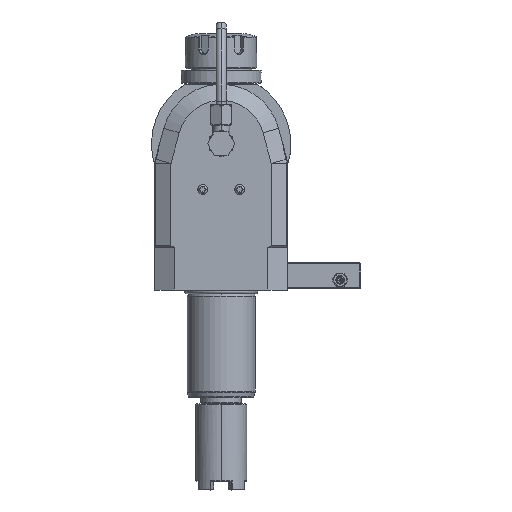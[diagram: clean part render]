
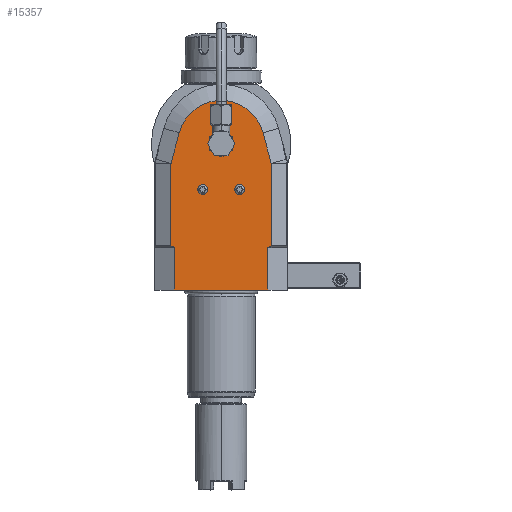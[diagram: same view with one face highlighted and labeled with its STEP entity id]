
A CAD part, top view. The second image highlights one B-rep face of the part: STEP entity #15357.
In plain terms, the highlighted planar face has unit normal (0, 0, 1).
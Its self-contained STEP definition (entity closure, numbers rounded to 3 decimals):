
#273=DIRECTION('',(-1.,0.,0.));
#274=VECTOR('',#273,55.);
#275=CARTESIAN_POINT('',(27.5,-86.,40.));
#276=LINE('',#275,#274);
#455=DIRECTION('',(0.,-1.,0.));
#456=VECTOR('',#455,25.);
#457=CARTESIAN_POINT('',(27.5,-61.,40.));
#458=LINE('',#457,#456);
#459=DIRECTION('',(0.,1.,0.));
#460=VECTOR('',#459,25.);
#461=CARTESIAN_POINT('',(-27.5,-86.,40.));
#462=LINE('',#461,#460);
#463=DIRECTION('',(0.894,-0.447,0.));
#464=VECTOR('',#463,2.236);
#465=CARTESIAN_POINT('',(-29.5,-60.,40.));
#466=LINE('',#465,#464);
#467=DIRECTION('',(0.,-1.,0.));
#468=VECTOR('',#467,48.363);
#469=CARTESIAN_POINT('',(-29.5,-11.637,40.));
#470=LINE('',#469,#468);
#471=CARTESIAN_POINT('',(-29.,-11.637,40.));
#472=DIRECTION('',(0.,0.,1.));
#473=DIRECTION('',(-0.966,0.259,0.));
#474=AXIS2_PLACEMENT_3D('',#471,#472,#473);
#476=DIRECTION('',(-0.259,-0.966,0.));
#477=VECTOR('',#476,18.746);
#478=CARTESIAN_POINT('',(-24.631,6.6,40.));
#479=LINE('',#478,#477);
#480=CARTESIAN_POINT('',(0.,0.,40.));
#481=DIRECTION('',(0.,0.,1.));
#482=DIRECTION('',(0.966,0.259,0.));
#483=AXIS2_PLACEMENT_3D('',#480,#481,#482);
#485=DIRECTION('',(-0.259,0.966,0.));
#486=VECTOR('',#485,18.746);
#487=CARTESIAN_POINT('',(29.483,-11.507,40.));
#488=LINE('',#487,#486);
#489=CARTESIAN_POINT('',(29.,-11.637,40.));
#490=DIRECTION('',(0.,0.,1.));
#491=DIRECTION('',(1.,0.,0.));
#492=AXIS2_PLACEMENT_3D('',#489,#490,#491);
#494=DIRECTION('',(0.,1.,0.));
#495=VECTOR('',#494,48.363);
#496=CARTESIAN_POINT('',(29.5,-60.,40.));
#497=LINE('',#496,#495);
#498=DIRECTION('',(0.894,0.447,0.));
#499=VECTOR('',#498,2.236);
#500=CARTESIAN_POINT('',(27.5,-61.,40.));
#501=LINE('',#500,#499);
#502=CARTESIAN_POINT('',(0.,0.,40.));
#503=DIRECTION('',(0.,0.,1.));
#504=DIRECTION('',(1.,0.,0.));
#505=AXIS2_PLACEMENT_3D('',#502,#503,#504);
#507=CARTESIAN_POINT('',(0.,0.,40.));
#508=DIRECTION('',(0.,0.,1.));
#509=DIRECTION('',(-1.,0.,0.));
#510=AXIS2_PLACEMENT_3D('',#507,#508,#509);
#512=CARTESIAN_POINT('',(10.864,-26.888,40.));
#513=DIRECTION('',(0.,0.,1.));
#514=DIRECTION('',(-1.,0.,0.));
#515=AXIS2_PLACEMENT_3D('',#512,#513,#514);
#517=CARTESIAN_POINT('',(10.864,-26.888,40.));
#518=DIRECTION('',(0.,0.,1.));
#519=DIRECTION('',(1.,0.,0.));
#520=AXIS2_PLACEMENT_3D('',#517,#518,#519);
#522=CARTESIAN_POINT('',(-10.864,-26.888,40.));
#523=DIRECTION('',(0.,0.,1.));
#524=DIRECTION('',(-1.,0.,0.));
#525=AXIS2_PLACEMENT_3D('',#522,#523,#524);
#527=CARTESIAN_POINT('',(-10.864,-26.888,40.));
#528=DIRECTION('',(0.,0.,1.));
#529=DIRECTION('',(1.,0.,0.));
#530=AXIS2_PLACEMENT_3D('',#527,#528,#529);
#13400=CARTESIAN_POINT('',(24.631,6.6,40.));
#13401=CARTESIAN_POINT('',(-24.631,6.6,40.));
#13402=VERTEX_POINT('',#13400);
#13403=VERTEX_POINT('',#13401);
#13408=CARTESIAN_POINT('',(-29.483,-11.507,40.));
#13409=VERTEX_POINT('',#13408);
#13410=CARTESIAN_POINT('',(29.483,-11.507,40.));
#13411=VERTEX_POINT('',#13410);
#13412=CARTESIAN_POINT('',(-29.5,-11.637,40.));
#13413=VERTEX_POINT('',#13412);
#13414=CARTESIAN_POINT('',(29.5,-11.637,40.));
#13415=VERTEX_POINT('',#13414);
#13433=CARTESIAN_POINT('',(29.5,-60.,40.));
#13435=VERTEX_POINT('',#13433);
#13442=CARTESIAN_POINT('',(-29.5,-60.,40.));
#13443=VERTEX_POINT('',#13442);
#13738=CARTESIAN_POINT('',(-13.714,-26.888,40.));
#13739=CARTESIAN_POINT('',(-8.014,-26.888,40.));
#13740=VERTEX_POINT('',#13738);
#13741=VERTEX_POINT('',#13739);
#13774=CARTESIAN_POINT('',(8.014,-26.888,40.));
#13775=CARTESIAN_POINT('',(13.714,-26.888,40.));
#13776=VERTEX_POINT('',#13774);
#13777=VERTEX_POINT('',#13775);
#13971=CARTESIAN_POINT('',(27.5,-61.,40.));
#13972=VERTEX_POINT('',#13971);
#13973=CARTESIAN_POINT('',(-27.5,-61.,40.));
#13974=VERTEX_POINT('',#13973);
#14560=CARTESIAN_POINT('',(6.5,0.,40.));
#14561=CARTESIAN_POINT('',(-6.5,0.,40.));
#14562=VERTEX_POINT('',#14560);
#14563=VERTEX_POINT('',#14561);
#14724=CARTESIAN_POINT('',(-27.5,-86.,40.));
#14726=VERTEX_POINT('',#14724);
#14729=CARTESIAN_POINT('',(27.5,-86.,40.));
#14731=VERTEX_POINT('',#14729);
#15310=CARTESIAN_POINT('',(0.,0.,40.));
#15311=DIRECTION('',(0.,0.,1.));
#15312=DIRECTION('',(1.,0.,0.));
#15313=AXIS2_PLACEMENT_3D('',#15310,#15311,#15312);
#15314=PLANE('',#15313);
#15316=ORIENTED_EDGE('',*,*,#15315,.T.);
#15317=ORIENTED_EDGE('',*,*,#15251,.T.);
#15318=ORIENTED_EDGE('',*,*,#15301,.T.);
#15320=ORIENTED_EDGE('',*,*,#15319,.F.);
#15322=ORIENTED_EDGE('',*,*,#15321,.F.);
#15324=ORIENTED_EDGE('',*,*,#15323,.F.);
#15326=ORIENTED_EDGE('',*,*,#15325,.F.);
#15328=ORIENTED_EDGE('',*,*,#15327,.F.);
#15330=ORIENTED_EDGE('',*,*,#15329,.F.);
#15332=ORIENTED_EDGE('',*,*,#15331,.F.);
#15334=ORIENTED_EDGE('',*,*,#15333,.F.);
#15336=ORIENTED_EDGE('',*,*,#15335,.F.);
#15337=EDGE_LOOP('',(#15316,#15317,#15318,#15320,#15322,#15324,#15326,#15328,
#15330,#15332,#15334,#15336));
#15338=FACE_OUTER_BOUND('',#15337,.F.);
#15340=ORIENTED_EDGE('',*,*,#15339,.T.);
#15342=ORIENTED_EDGE('',*,*,#15341,.T.);
#15343=EDGE_LOOP('',(#15340,#15342));
#15344=FACE_BOUND('',#15343,.F.);
#15346=ORIENTED_EDGE('',*,*,#15345,.T.);
#15348=ORIENTED_EDGE('',*,*,#15347,.T.);
#15349=EDGE_LOOP('',(#15346,#15348));
#15350=FACE_BOUND('',#15349,.F.);
#15352=ORIENTED_EDGE('',*,*,#15351,.T.);
#15354=ORIENTED_EDGE('',*,*,#15353,.T.);
#15355=EDGE_LOOP('',(#15352,#15354));
#15356=FACE_BOUND('',#15355,.F.);
#475=CIRCLE('',#474,0.5);
#484=CIRCLE('',#483,25.5);
#493=CIRCLE('',#492,0.5);
#506=CIRCLE('',#505,6.5);
#511=CIRCLE('',#510,6.5);
#516=CIRCLE('',#515,2.85);
#521=CIRCLE('',#520,2.85);
#526=CIRCLE('',#525,2.85);
#531=CIRCLE('',#530,2.85);
#15251=EDGE_CURVE('',#14731,#14726,#276,.T.);
#15301=EDGE_CURVE('',#14726,#13974,#462,.T.);
#15315=EDGE_CURVE('',#13972,#14731,#458,.T.);
#15319=EDGE_CURVE('',#13443,#13974,#466,.T.);
#15321=EDGE_CURVE('',#13413,#13443,#470,.T.);
#15323=EDGE_CURVE('',#13409,#13413,#475,.T.);
#15325=EDGE_CURVE('',#13403,#13409,#479,.T.);
#15327=EDGE_CURVE('',#13402,#13403,#484,.T.);
#15329=EDGE_CURVE('',#13411,#13402,#488,.T.);
#15331=EDGE_CURVE('',#13415,#13411,#493,.T.);
#15333=EDGE_CURVE('',#13435,#13415,#497,.T.);
#15335=EDGE_CURVE('',#13972,#13435,#501,.T.);
#15339=EDGE_CURVE('',#14562,#14563,#506,.T.);
#15341=EDGE_CURVE('',#14563,#14562,#511,.T.);
#15345=EDGE_CURVE('',#13776,#13777,#516,.T.);
#15347=EDGE_CURVE('',#13777,#13776,#521,.T.);
#15351=EDGE_CURVE('',#13740,#13741,#526,.T.);
#15353=EDGE_CURVE('',#13741,#13740,#531,.T.);
#15357=ADVANCED_FACE('',(#15338,#15344,#15350,#15356),#15314,.T.);
